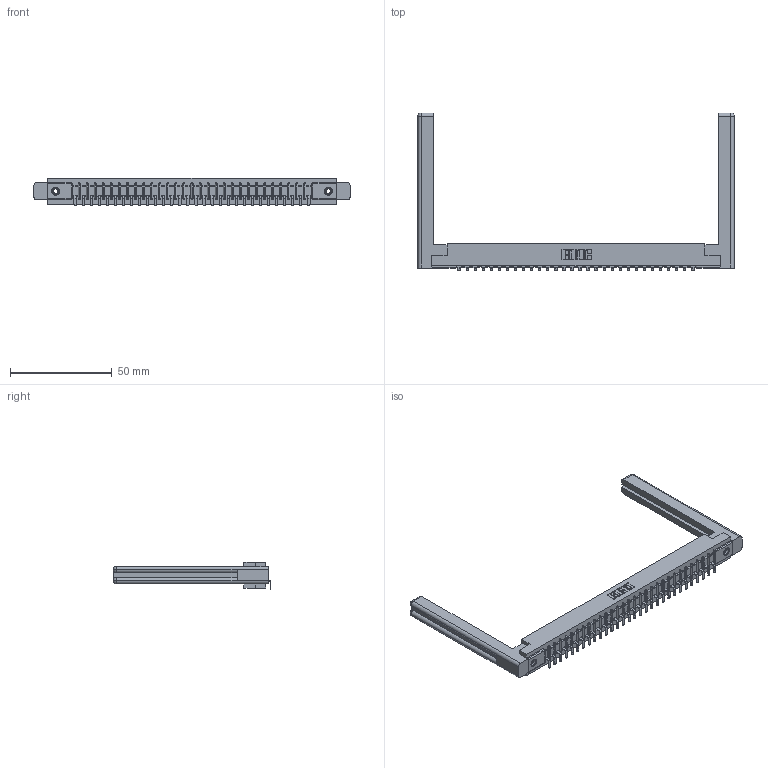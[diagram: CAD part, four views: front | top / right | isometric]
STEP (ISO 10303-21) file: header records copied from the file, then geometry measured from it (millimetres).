
FILE_DESCRIPTION (( 'STEP AP203' ), '1' );
FILE_NAME ('307-030-553-158.STEP', '2019-09-05T04:20:21', ( '' ), ( '' ), 'SwSTEP 2.0', 'SolidWorks 2016', '' );
FILE_SCHEMA (( 'CONFIG_CONTROL_DESIGN' ));
Length unit declared in the file: inch
Products named in the file (5): 307-030-553-158; 307-220-058; 307-290-002_553; 307 Part_.156 Dia Mounting Holes; 345-250-001_345-250-001-102
Assembly tree (35 placements, depth 2):
  307-030-553-158
    307 Part_.156 Dia Mounting Holes
    307-290-002_553  x30
    307-220-058  x2
    345-250-001_345-250-001-102  x2
Bounding box: 155.5 x 77.64 x 13.5 mm (x, y, z)
Volume: 23670.9 mm3; surface area: 25374.3 mm2
Topology: 35 solids, 35 shells, 2631 faces, 7997 edges, 5234 vertices
Faces by surface type: plane 1564, cylinder 981, sphere 62, torus 12, cone 12
Entity records: 30685 total; most frequent: CARTESIAN_POINT 5183, ORIENTED_EDGE 5112, DIRECTION 5002, EDGE_CURVE 2556, LINE 1948, VECTOR 1948, VERTEX_POINT 1654, AXIS2_PLACEMENT_3D 1527
